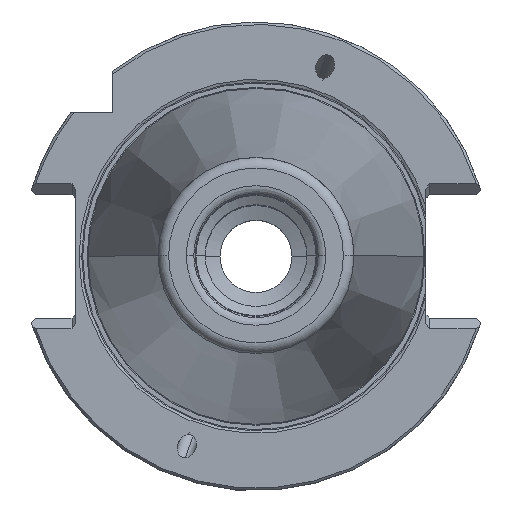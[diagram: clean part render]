
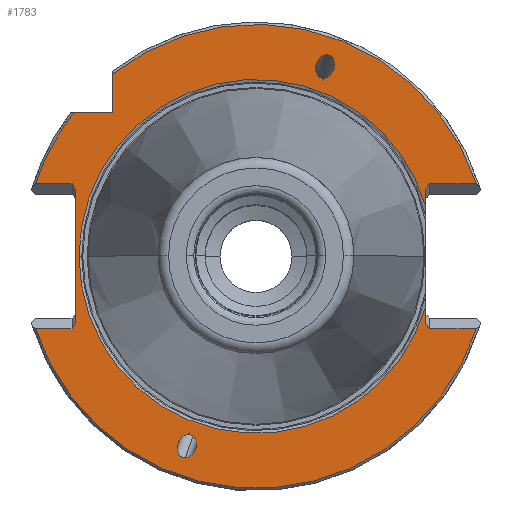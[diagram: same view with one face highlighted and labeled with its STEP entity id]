
A CAD part, top view. The second image highlights one B-rep face of the part: STEP entity #1783.
In plain terms, the highlighted planar face has unit normal (0, 0, 1).
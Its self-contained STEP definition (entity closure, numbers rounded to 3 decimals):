
#979=EDGE_CURVE('NONE',#1553,#1437,#2736,.T.);
#987=VERTEX_POINT('NONE',#2744);
#1035=EDGE_CURVE('NONE',#1221,#1971,#2797,.T.);
#1045=EDGE_CURVE('NONE',#2259,#2575,#2807,.T.);
#1129=EDGE_CURVE('NONE',#2375,#1547,#2904,.T.);
#1165=VERTEX_POINT('NONE',#2945);
#1221=VERTEX_POINT('NONE',#3010);
#1317=EDGE_CURVE('NONE',#1407,#1753,#3116,.T.);
#1375=VERTEX_POINT('NONE',#3188);
#1393=EDGE_CURVE('NONE',#1637,#1653,#3206,.T.);
#1407=VERTEX_POINT('NONE',#3223);
#1437=VERTEX_POINT('NONE',#3257);
#1449=EDGE_CURVE('NONE',#2375,#1653,#3271,.T.);
#1469=VERTEX_POINT('NONE',#3294);
#1475=EDGE_CURVE('NONE',#1469,#2267,#3301,.T.);
#1537=VERTEX_POINT('NONE',#3372);
#1547=VERTEX_POINT('NONE',#3382);
#1553=VERTEX_POINT('NONE',#3390);
#1579=EDGE_CURVE('NONE',#2267,#1469,#3417,.T.);
#1591=EDGE_CURVE('NONE',#1437,#2325,#3429,.T.);
#1611=EDGE_CURVE('NONE',#1971,#2325,#3451,.T.);
#1621=EDGE_CURVE('NONE',#987,#1679,#3462,.T.);
#1623=EDGE_CURVE('NONE',#1907,#1679,#3464,.T.);
#1637=VERTEX_POINT('NONE',#3479);
#1653=VERTEX_POINT('NONE',#3496);
#1679=VERTEX_POINT('NONE',#3525);
#1751=EDGE_CURVE('NONE',#1637,#1537,#3602,.T.);
#1753=VERTEX_POINT('NONE',#3604);
#1763=EDGE_CURVE('NONE',#1375,#1801,#3614,.T.);
#1775=EDGE_CURVE('NONE',#1753,#1547,#3627,.T.);
#1783=ADVANCED_FACE('NONE',(#3636,#3637,#3638),#3639,.F.);
#1801=VERTEX_POINT('NONE',#3660);
#1907=VERTEX_POINT('NONE',#3782);
#1971=VERTEX_POINT('NONE',#3851);
#2001=EDGE_CURVE('NONE',#987,#1553,#3884,.T.);
#2047=EDGE_CURVE('NONE',#2575,#2259,#3935,.T.);
#2259=VERTEX_POINT('NONE',#4173);
#2267=VERTEX_POINT('NONE',#4181);
#2287=EDGE_CURVE('NONE',#1801,#1165,#4203,.T.);
#2325=VERTEX_POINT('NONE',#4245);
#2353=EDGE_CURVE('NONE',#1407,#1907,#4276,.T.);
#2375=VERTEX_POINT('NONE',#4300);
#2383=EDGE_CURVE('NONE',#1537,#1165,#4308,.T.);
#2575=VERTEX_POINT('NONE',#4525);
#2585=EDGE_CURVE('NONE',#1221,#1375,#4535,.T.);
#2736=LINE('',#4759,#4760);
#2744=CARTESIAN_POINT('',(45.816,15.05,-1.5));
#2797=CIRCLE('',#4839,36.786);
#2807=(B_SPLINE_CURVE(3,(#4855,#4856,#4857,#4858),.UNSPECIFIED.,.F.,.F.)B_SPLINE_CURVE_WITH_KNOTS((4,4),(3.414,6.555),.UNSPECIFIED.)RATIONAL_B_SPLINE_CURVE((1.0,0.333,0.333,1.0))BOUNDED_CURVE()REPRESENTATION_ITEM('')GEOMETRIC_REPRESENTATION_ITEM()CURVE());
#2904=LINE('',#5046,#5047);
#2945=CARTESIAN_POINT('',(45.816,-15.05,-1.5));
#3010=CARTESIAN_POINT('',(35.3,-10.348,-1.5));
#3116=CIRCLE('',#5344,48.225);
#3188=CARTESIAN_POINT('',(35.3,-13.989,-1.5));
#3206=LINE('',#5487,#5488);
#3223=CARTESIAN_POINT('',(-37.876,29.85,-1.5));
#3257=CARTESIAN_POINT('',(35.3,13.989,-1.5));
#3271=LINE('',#5573,#5574);
#3294=CARTESIAN_POINT('',(-14.702,-41.887,-1.5));
#3301=(B_SPLINE_CURVE(3,(#5630,#5631,#5632,#5633),.UNSPECIFIED.,.F.,.F.)B_SPLINE_CURVE_WITH_KNOTS((4,4),(0.272,3.414),.UNSPECIFIED.)RATIONAL_B_SPLINE_CURVE((1.0,0.333,0.333,1.0))BOUNDED_CURVE()REPRESENTATION_ITEM('')GEOMETRIC_REPRESENTATION_ITEM()CURVE());
#3372=CARTESIAN_POINT('',(-45.816,-15.05,-1.5));
#3382=CARTESIAN_POINT('',(-38.25,15.05,-1.5));
#3390=CARTESIAN_POINT('',(36.05,15.05,-1.5));
#3417=(B_SPLINE_CURVE(3,(#5802,#5803,#5804,#5805),.UNSPECIFIED.,.F.,.F.)B_SPLINE_CURVE_WITH_KNOTS((4,4),(3.414,6.555),.UNSPECIFIED.)RATIONAL_B_SPLINE_CURVE((1.0,0.333,0.333,1.0))BOUNDED_CURVE()REPRESENTATION_ITEM('')GEOMETRIC_REPRESENTATION_ITEM()CURVE());
#3429=LINE('',#5828,#5829);
#3451=CIRCLE('',#5860,36.786);
#3462=CIRCLE('',#5874,48.225);
#3464=LINE('',#5877,#5878);
#3479=CARTESIAN_POINT('',(-38.25,-15.05,-1.5));
#3496=CARTESIAN_POINT('',(-37.5,-13.989,-1.5));
#3525=CARTESIAN_POINT('',(-29.85,37.876,-1.5));
#3602=LINE('',#6092,#6093);
#3604=CARTESIAN_POINT('',(-45.816,15.05,-1.5));
#3614=LINE('',#6109,#6110);
#3627=LINE('',#6126,#6127);
#3636=FACE_OUTER_BOUND('',#6138,.T.);
#3637=FACE_BOUND('',#6139,.T.);
#3638=FACE_BOUND('',#6140,.T.);
#3639=PLANE('',#6141);
#3660=CARTESIAN_POINT('',(36.05,-15.05,-1.5));
#3782=CARTESIAN_POINT('',(-29.85,29.85,-1.5));
#3851=CARTESIAN_POINT('',(-36.786,0.,-1.5));
#3884=LINE('',#6548,#6549);
#3935=(B_SPLINE_CURVE(3,(#6612,#6613,#6614,#6615),.UNSPECIFIED.,.F.,.F.)B_SPLINE_CURVE_WITH_KNOTS((4,4),(0.272,3.414),.UNSPECIFIED.)RATIONAL_B_SPLINE_CURVE((1.0,0.333,0.333,1.0))BOUNDED_CURVE()REPRESENTATION_ITEM('')GEOMETRIC_REPRESENTATION_ITEM()CURVE());
#4173=CARTESIAN_POINT('',(14.027,37.047,-1.5));
#4181=CARTESIAN_POINT('',(-14.027,-37.047,-1.5));
#4203=LINE('',#7013,#7014);
#4245=CARTESIAN_POINT('',(35.3,10.348,-1.5));
#4276=LINE('',#7122,#7123);
#4300=CARTESIAN_POINT('',(-37.5,13.989,-1.5));
#4308=CIRCLE('',#7168,48.225);
#4525=CARTESIAN_POINT('',(14.702,41.887,-1.5));
#4535=LINE('',#7603,#7604);
#4759=CARTESIAN_POINT('',(35.013,13.583,-1.5));
#4760=VECTOR('',#7745,1000.0);
#4839=AXIS2_PLACEMENT_3D('',#7789,#7790,#7791);
#4855=CARTESIAN_POINT('',(14.027,37.047,-1.5));
#4856=CARTESIAN_POINT('',(17.923,37.047,-1.5));
#4857=CARTESIAN_POINT('',(18.598,41.887,-1.5));
#4858=CARTESIAN_POINT('',(14.702,41.887,-1.5));
#5046=CARTESIAN_POINT('',(-29.995,3.376,-1.5));
#5047=VECTOR('',#7900,1000.0);
#5344=AXIS2_PLACEMENT_3D('',#8192,#8193,#8194);
#5487=CARTESIAN_POINT('',(-29.995,-3.376,-1.5));
#5488=VECTOR('',#8326,1000.0);
#5573=CARTESIAN_POINT('',(-37.5,0.,-1.5));
#5574=VECTOR('',#8439,1000.0);
#5630=CARTESIAN_POINT('',(-14.702,-41.887,-1.5));
#5631=CARTESIAN_POINT('',(-10.807,-41.887,-1.5));
#5632=CARTESIAN_POINT('',(-10.132,-37.047,-1.5));
#5633=CARTESIAN_POINT('',(-14.027,-37.047,-1.5));
#5802=CARTESIAN_POINT('',(-14.027,-37.047,-1.5));
#5803=CARTESIAN_POINT('',(-17.923,-37.047,-1.5));
#5804=CARTESIAN_POINT('',(-18.598,-41.887,-1.5));
#5805=CARTESIAN_POINT('',(-14.702,-41.887,-1.5));
#5828=CARTESIAN_POINT('',(35.3,0.,-1.5));
#5829=VECTOR('',#8622,1000.0);
#5860=AXIS2_PLACEMENT_3D('',#8648,#8649,#8650);
#5874=AXIS2_PLACEMENT_3D('',#8660,#8661,#8662);
#5877=CARTESIAN_POINT('',(-29.85,29.85,-1.5));
#5878=VECTOR('',#8663,1000.0);
#6092=CARTESIAN_POINT('',(-63.9,-15.05,-1.5));
#6093=VECTOR('',#8799,1000.0);
#6109=CARTESIAN_POINT('',(35.013,-13.583,-1.5));
#6110=VECTOR('',#8804,1000.0);
#6126=CARTESIAN_POINT('',(-63.9,15.05,-1.5));
#6127=VECTOR('',#8819,1000.0);
#6138=EDGE_LOOP('',(#8835,#8836,#8837,#8838,#8839,#8840,#8841,#8842,#8843,#8844,#8845,#8846,#8847,#8848,#8849,#8850,#8851,#8852));
#6139=EDGE_LOOP('',(#8853,#8854));
#6140=EDGE_LOOP('',(#8855,#8856));
#6141=AXIS2_PLACEMENT_3D('',#8857,#8858,#8859);
#6548=CARTESIAN_POINT('',(62.5,15.05,-1.5));
#6549=VECTOR('',#9138,1000.0);
#6612=CARTESIAN_POINT('',(14.702,41.887,-1.5));
#6613=CARTESIAN_POINT('',(10.807,41.887,-1.5));
#6614=CARTESIAN_POINT('',(10.132,37.047,-1.5));
#6615=CARTESIAN_POINT('',(14.027,37.047,-1.5));
#7013=CARTESIAN_POINT('',(62.5,-15.05,-1.5));
#7014=VECTOR('',#9503,1000.0);
#7122=CARTESIAN_POINT('',(-52.85,29.85,-1.5));
#7123=VECTOR('',#9595,1000.0);
#7168=AXIS2_PLACEMENT_3D('',#9631,#9632,#9633);
#7603=CARTESIAN_POINT('',(35.3,0.,-1.5));
#7604=VECTOR('',#9920,1000.0);
#7745=DIRECTION('',(-0.577,-0.816,0.0));
#7789=CARTESIAN_POINT('',(0.0,0.0,-1.5));
#7790=DIRECTION('',(0.0,0.0,-1.0));
#7791=DIRECTION('',(1.0,0.,0.0));
#7900=DIRECTION('',(-0.577,0.816,0.0));
#8192=CARTESIAN_POINT('',(0.0,0.0,-1.5));
#8193=DIRECTION('',(0.0,0.0,1.0));
#8194=DIRECTION('',(1.0,0.,-0.0));
#8326=DIRECTION('',(0.577,0.816,0.0));
#8439=DIRECTION('',(0.,-1.0,-0.0));
#8622=DIRECTION('',(0.,-1.0,-0.0));
#8648=CARTESIAN_POINT('',(0.0,0.0,-1.5));
#8649=DIRECTION('',(0.0,0.0,-1.0));
#8650=DIRECTION('',(1.0,0.,0.0));
#8660=CARTESIAN_POINT('',(0.0,0.0,-1.5));
#8661=DIRECTION('',(0.0,-0.0,1.0));
#8662=DIRECTION('',(1.0,0.,0.0));
#8663=DIRECTION('',(0.,1.0,0.0));
#8799=DIRECTION('',(-1.0,0.,0.0));
#8804=DIRECTION('',(0.577,-0.816,0.0));
#8819=DIRECTION('',(1.0,0.,0.0));
#8835=ORIENTED_EDGE('',*,*,#2001,.F.);
#8836=ORIENTED_EDGE('',*,*,#1621,.T.);
#8837=ORIENTED_EDGE('',*,*,#1623,.F.);
#8838=ORIENTED_EDGE('',*,*,#2353,.F.);
#8839=ORIENTED_EDGE('',*,*,#1317,.T.);
#8840=ORIENTED_EDGE('',*,*,#1775,.T.);
#8841=ORIENTED_EDGE('',*,*,#1129,.F.);
#8842=ORIENTED_EDGE('',*,*,#1449,.T.);
#8843=ORIENTED_EDGE('',*,*,#1393,.F.);
#8844=ORIENTED_EDGE('',*,*,#1751,.T.);
#8845=ORIENTED_EDGE('',*,*,#2383,.T.);
#8846=ORIENTED_EDGE('',*,*,#2287,.F.);
#8847=ORIENTED_EDGE('',*,*,#1763,.F.);
#8848=ORIENTED_EDGE('',*,*,#2585,.F.);
#8849=ORIENTED_EDGE('',*,*,#1035,.T.);
#8850=ORIENTED_EDGE('',*,*,#1611,.T.);
#8851=ORIENTED_EDGE('',*,*,#1591,.F.);
#8852=ORIENTED_EDGE('',*,*,#979,.F.);
#8853=ORIENTED_EDGE('',*,*,#1475,.F.);
#8854=ORIENTED_EDGE('',*,*,#1579,.F.);
#8855=ORIENTED_EDGE('',*,*,#2047,.F.);
#8856=ORIENTED_EDGE('',*,*,#1045,.F.);
#8857=CARTESIAN_POINT('',(0.,-50.0,-1.5));
#8858=DIRECTION('',(0.0,0.0,-1.0));
#8859=DIRECTION('',(-1.0,0.0,0.0));
#9138=DIRECTION('',(-1.0,0.,0.0));
#9503=DIRECTION('',(1.0,0.,0.0));
#9595=DIRECTION('',(1.0,0.,0.0));
#9631=CARTESIAN_POINT('',(0.0,0.0,-1.5));
#9632=DIRECTION('',(0.0,-0.0,1.0));
#9633=DIRECTION('',(1.0,0.,0.0));
#9920=DIRECTION('',(0.,-1.0,-0.0));
